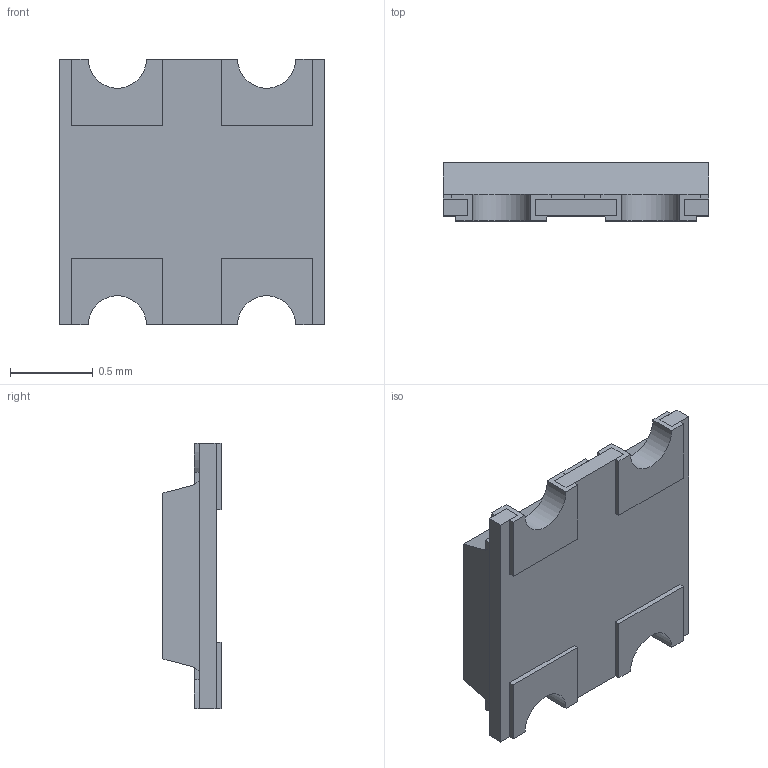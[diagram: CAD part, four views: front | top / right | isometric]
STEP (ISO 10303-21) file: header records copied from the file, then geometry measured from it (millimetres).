
FILE_DESCRIPTION (( 'STEP AP214' ), '1' );
FILE_NAME ('EAST1616RGBB4.STEP', '2021-12-25T14:31:10', ( '' ), ( '' ), 'SwSTEP 2.0', 'SolidWorks 2017', '' );
FILE_SCHEMA (( 'AUTOMOTIVE_DESIGN' ));
Length unit declared in the file: millimetre
Products named in the file (1): EAST1616RGBB4
Bounding box: 1.6 x 0.35 x 1.6 mm (x, y, z)
Volume: 0.6 mm3; surface area: 13.3 mm2
Topology: 13 solids, 13 shells, 161 faces, 393 edges, 258 vertices
Faces by surface type: plane 125, cylinder 36
Entity records: 4823 total; most frequent: CARTESIAN_POINT 861, ORIENTED_EDGE 786, DIRECTION 771, EDGE_CURVE 393, LINE 307, VECTOR 307, VERTEX_POINT 258, AXIS2_PLACEMENT_3D 232
